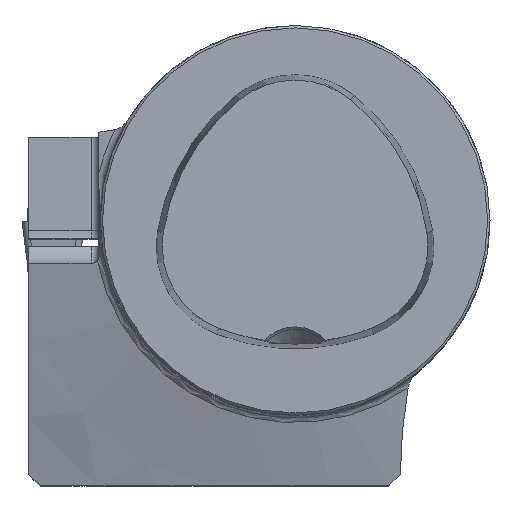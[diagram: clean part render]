
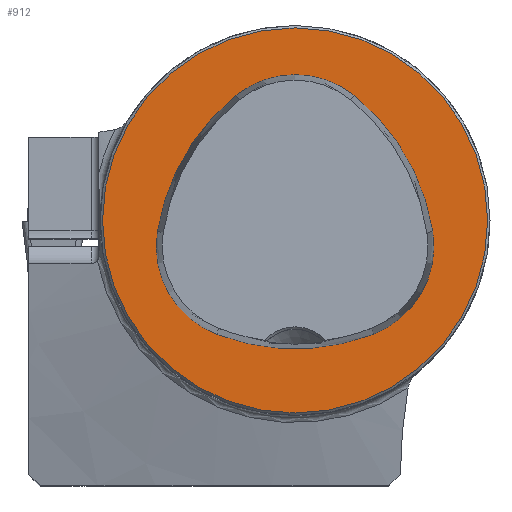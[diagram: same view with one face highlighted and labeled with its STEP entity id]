
A CAD part, top view. The second image highlights one B-rep face of the part: STEP entity #912.
In plain terms, the highlighted planar face has unit normal (0, 0, 1).
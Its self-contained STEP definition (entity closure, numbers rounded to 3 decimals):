
#135=FACE_BOUND('',#1261,.T.);
#136=FACE_BOUND('',#1262,.T.);
#222=PLANE('',#3483);
#912=ADVANCED_FACE('CU_FL_N1_SU_1',(#135,#136),#222,.T.);
#1261=EDGE_LOOP('',(#1723,#1724,#1725,#1726,#1727,#1728));
#1262=EDGE_LOOP('',(#1729));
#1412=CIRCLE('',#3474,28.075);
#1414=CIRCLE('',#3477,28.075);
#1415=CIRCLE('',#3478,12.075);
#1416=CIRCLE('',#3479,28.075);
#1417=CIRCLE('',#3480,12.075);
#1418=CIRCLE('',#3481,12.075);
#1419=CIRCLE('',#3482,24.7);
#1723=ORIENTED_EDGE('',*,*,#2900,.F.);
#1724=ORIENTED_EDGE('',*,*,#2901,.F.);
#1725=ORIENTED_EDGE('',*,*,#2902,.F.);
#1726=ORIENTED_EDGE('',*,*,#2903,.F.);
#1727=ORIENTED_EDGE('',*,*,#2897,.F.);
#1728=ORIENTED_EDGE('',*,*,#2904,.F.);
#1729=ORIENTED_EDGE('',*,*,#2905,.T.);
#2540=VERTEX_POINT('',#5138);
#2541=VERTEX_POINT('',#5140);
#2543=VERTEX_POINT('',#5146);
#2544=VERTEX_POINT('',#5147);
#2545=VERTEX_POINT('',#5149);
#2546=VERTEX_POINT('',#5151);
#2547=VERTEX_POINT('',#5155);
#2897=EDGE_CURVE('',#2540,#2541,#1412,.T.);
#2900=EDGE_CURVE('',#2543,#2544,#1414,.T.);
#2901=EDGE_CURVE('',#2545,#2543,#1415,.T.);
#2902=EDGE_CURVE('',#2546,#2545,#1416,.T.);
#2903=EDGE_CURVE('',#2541,#2546,#1417,.T.);
#2904=EDGE_CURVE('',#2544,#2540,#1418,.T.);
#2905=EDGE_CURVE('',#2547,#2547,#1419,.T.);
#3474=AXIS2_PLACEMENT_3D('',#5139,#3883,#3884);
#3477=AXIS2_PLACEMENT_3D('',#5145,#3890,#3891);
#3478=AXIS2_PLACEMENT_3D('',#5148,#3892,#3893);
#3479=AXIS2_PLACEMENT_3D('',#5150,#3894,#3895);
#3480=AXIS2_PLACEMENT_3D('',#5152,#3896,#3897);
#3481=AXIS2_PLACEMENT_3D('',#5153,#3898,#3899);
#3482=AXIS2_PLACEMENT_3D('',#5154,#3900,#3901);
#3483=AXIS2_PLACEMENT_3D('',#5156,#3902,#3903);
#3883=DIRECTION('',(0.,0.,1.));
#3884=DIRECTION('',(1.,0.,0.));
#3890=DIRECTION('',(0.,0.,1.));
#3891=DIRECTION('',(1.,0.,0.));
#3892=DIRECTION('',(0.,0.,1.));
#3893=DIRECTION('',(1.,0.,0.));
#3894=DIRECTION('',(0.,0.,1.));
#3895=DIRECTION('',(1.,0.,0.));
#3896=DIRECTION('',(0.,0.,1.));
#3897=DIRECTION('',(1.,0.,0.));
#3898=DIRECTION('',(0.,0.,1.));
#3899=DIRECTION('',(1.,0.,0.));
#3900=DIRECTION('',(0.,0.,1.));
#3901=DIRECTION('',(1.,0.,0.));
#3902=DIRECTION('',(0.,0.,1.));
#3903=DIRECTION('',(1.,0.,0.));
#5138=CARTESIAN_POINT('',(-10.05,-14.595,0.));
#5139=CARTESIAN_POINT('',(0.,11.62,0.));
#5140=CARTESIAN_POINT('',(10.05,-14.595,0.));
#5145=CARTESIAN_POINT('',(10.078,-5.807,0.));
#5146=CARTESIAN_POINT('',(-7.606,15.999,0.));
#5147=CARTESIAN_POINT('',(-17.656,-1.443,0.));
#5148=CARTESIAN_POINT('',(0.,6.62,0.));
#5149=CARTESIAN_POINT('',(7.606,15.999,0.));
#5150=CARTESIAN_POINT('',(-10.078,-5.807,0.));
#5151=CARTESIAN_POINT('',(17.656,-1.443,0.));
#5152=CARTESIAN_POINT('',(5.727,-3.32,0.));
#5153=CARTESIAN_POINT('',(-5.727,-3.32,0.));
#5154=CARTESIAN_POINT('',(0.,0.,0.));
#5155=CARTESIAN_POINT('',(24.7,0.,0.));
#5156=CARTESIAN_POINT('',(0.,0.,0.));
